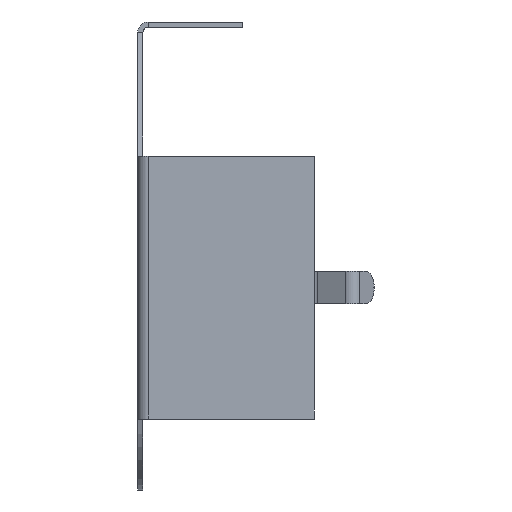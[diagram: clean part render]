
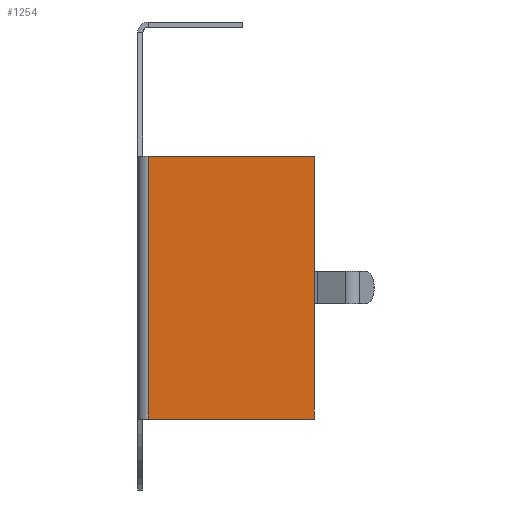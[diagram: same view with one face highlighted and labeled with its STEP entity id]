
A CAD part, left-side view. The second image highlights one B-rep face of the part: STEP entity #1254.
In plain terms, the highlighted planar face has unit normal (-1, 0, 0).
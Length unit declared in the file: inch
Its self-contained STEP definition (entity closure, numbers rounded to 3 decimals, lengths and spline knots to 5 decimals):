
#507 = EDGE_CURVE ( 'NONE', #514, #527, #2212, .T. ) ;
#514 = VERTEX_POINT ( 'NONE', #2185 ) ;
#527 = VERTEX_POINT ( 'NONE', #2047 ) ;
#1121 = VERTEX_POINT ( 'NONE', #3104 ) ;
#1186 = EDGE_CURVE ( 'NONE', #1121, #1354, #3237, .T. ) ;
#1189 = EDGE_CURVE ( 'NONE', #1190, #1121, #3394, .T. ) ;
#1190 = VERTEX_POINT ( 'NONE', #3395 ) ;
#1244 = ORIENTED_EDGE ( 'NONE', *, *, #1263, .T. ) ;
#1245 = ORIENTED_EDGE ( 'NONE', *, *, #507, .T. ) ;
#1246 = VERTEX_POINT ( 'NONE', #3284 ) ;
#1254 = ADVANCED_FACE ( 'NONE', ( #3325 ), #3323, .T. ) ;
#1255 = EDGE_LOOP ( 'NONE', ( #1256, #1257, #1244, #1245, #1259, #1261 ) ) ;
#1256 = ORIENTED_EDGE ( 'NONE', *, *, #1189, .T. ) ;
#1257 = ORIENTED_EDGE ( 'NONE', *, *, #1186, .T. ) ;
#1259 = ORIENTED_EDGE ( 'NONE', *, *, #1260, .F. ) ;
#1260 = EDGE_CURVE ( 'NONE', #1246, #527, #3324, .T. ) ;
#1261 = ORIENTED_EDGE ( 'NONE', *, *, #1262, .T. ) ;
#1262 = EDGE_CURVE ( 'NONE', #1246, #1190, #3406, .T. ) ;
#1263 = EDGE_CURVE ( 'NONE', #1354, #514, #3402, .T. ) ;
#1354 = VERTEX_POINT ( 'NONE', #3532 ) ;
#2047 = CARTESIAN_POINT ( 'NONE',  ( -0.5, -0.326, -0.516 ) ) ;
#2185 = CARTESIAN_POINT ( 'NONE',  ( -0.5, -0.326, -0.735 ) ) ;
#2195 = VECTOR ( 'NONE', #2210, 39.37008 ) ;
#2210 = DIRECTION ( 'NONE',  ( 0., 0., 1. ) ) ;
#2211 = CARTESIAN_POINT ( 'NONE',  ( -0.5, -0.326, -0.235 ) ) ;
#2212 = LINE ( 'NONE', #2211, #2195 ) ;
#3104 = CARTESIAN_POINT ( 'NONE',  ( -0.5, -0.01, -0.235 ) ) ;
#3228 = DIRECTION ( 'NONE',  ( 0., 0., -1. ) ) ;
#3229 = VECTOR ( 'NONE', #3228, 39.37008 ) ;
#3236 = CARTESIAN_POINT ( 'NONE',  ( -0.5, -0.01, -0.235 ) ) ;
#3237 = LINE ( 'NONE', #3236, #3229 ) ;
#3284 = CARTESIAN_POINT ( 'NONE',  ( -0.5, -0.326, -0.454 ) ) ;
#3321 = CARTESIAN_POINT ( 'NONE',  ( -0.5, 0., -0.235 ) ) ;
#3322 = AXIS2_PLACEMENT_3D ( 'NONE', #3321, #3365, #3364 ) ;
#3323 = PLANE ( 'NONE',  #3322 ) ;
#3324 = LINE ( 'NONE', #3363, #3362 ) ;
#3325 = FACE_OUTER_BOUND ( 'NONE', #1255, .T. ) ;
#3350 = DIRECTION ( 'NONE',  ( 0., 1., 0. ) ) ;
#3361 = DIRECTION ( 'NONE',  ( 0., 0., -1. ) ) ;
#3362 = VECTOR ( 'NONE', #3361, 39.37008 ) ;
#3363 = CARTESIAN_POINT ( 'NONE',  ( -0.5, -0.326, -0.454 ) ) ;
#3364 = DIRECTION ( 'NONE',  ( 0., 1., 0. ) ) ;
#3365 = DIRECTION ( 'NONE',  ( -1., 0., 0. ) ) ;
#3374 = DIRECTION ( 'NONE',  ( 0., -1., 0. ) ) ;
#3375 = VECTOR ( 'NONE', #3374, 39.37008 ) ;
#3376 = CARTESIAN_POINT ( 'NONE',  ( -0.5, 0., -0.735 ) ) ;
#3388 = VECTOR ( 'NONE', #3350, 39.37008 ) ;
#3389 = CARTESIAN_POINT ( 'NONE',  ( -0.5, 0., -0.235 ) ) ;
#3394 = LINE ( 'NONE', #3389, #3388 ) ;
#3395 = CARTESIAN_POINT ( 'NONE',  ( -0.5, -0.326, -0.235 ) ) ;
#3402 = LINE ( 'NONE', #3376, #3375 ) ;
#3403 = DIRECTION ( 'NONE',  ( 0., 0., 1. ) ) ;
#3404 = VECTOR ( 'NONE', #3403, 39.37008 ) ;
#3405 = CARTESIAN_POINT ( 'NONE',  ( -0.5, -0.326, -0.235 ) ) ;
#3406 = LINE ( 'NONE', #3405, #3404 ) ;
#3532 = CARTESIAN_POINT ( 'NONE',  ( -0.5, -0.01, -0.735 ) ) ;
